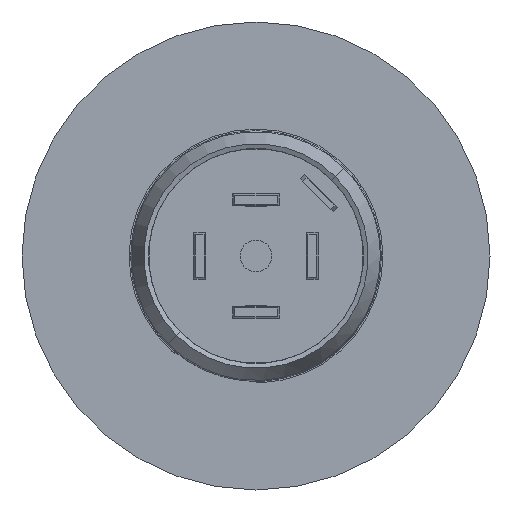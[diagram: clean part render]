
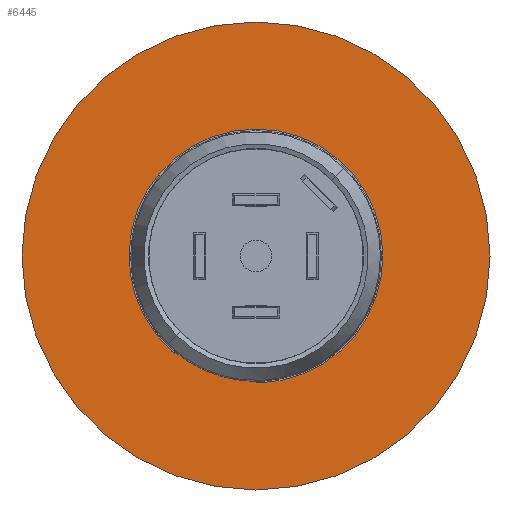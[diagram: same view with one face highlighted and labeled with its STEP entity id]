
A CAD part, front view. The second image highlights one B-rep face of the part: STEP entity #6445.
In plain terms, the highlighted planar face has unit normal (0, -1, 0).
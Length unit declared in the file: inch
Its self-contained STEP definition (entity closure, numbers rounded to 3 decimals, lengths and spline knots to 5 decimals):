
#1663=CARTESIAN_POINT('',(0.,-0.3455,0.));
#1664=DIRECTION('',(0.,1.,0.));
#1665=DIRECTION('',(-1.,0.,0.));
#1666=AXIS2_PLACEMENT_3D('',#1663,#1664,#1665);
#1668=CARTESIAN_POINT('',(0.,-0.3455,0.));
#1669=DIRECTION('',(0.,-1.,0.));
#1670=DIRECTION('',(-1.,0.,0.));
#1671=AXIS2_PLACEMENT_3D('',#1668,#1669,#1670);
#1673=CARTESIAN_POINT('',(0.,-0.3455,0.));
#1674=DIRECTION('',(0.,1.,0.));
#1675=DIRECTION('',(-0.665,0.,-0.746));
#1676=AXIS2_PLACEMENT_3D('',#1673,#1674,#1675);
#1678=DIRECTION('',(-0.574,0.,-0.819));
#1679=VECTOR('',#1678,0.00403);
#1680=CARTESIAN_POINT('',(-0.20998,-0.3455,-0.2348));
#1681=LINE('',#1680,#1679);
#1682=CARTESIAN_POINT('',(0.,-0.3455,0.));
#1683=DIRECTION('',(0.,-1.,0.));
#1684=DIRECTION('',(-0.667,0.,-0.745));
#1685=AXIS2_PLACEMENT_3D('',#1682,#1683,#1684);
#1687=DIRECTION('',(0.,0.,1.));
#1688=VECTOR('',#1687,0.004);
#1689=CARTESIAN_POINT('',(0.011,-0.3455,-0.31881));
#1690=LINE('',#1689,#1688);
#3675=CARTESIAN_POINT('',(-0.588,-0.3455,0.));
#3677=VERTEX_POINT('',#3675);
#3679=CARTESIAN_POINT('',(0.588,-0.3455,0.));
#3681=VERTEX_POINT('',#3679);
#4381=CARTESIAN_POINT('',(-0.21229,-0.3455,-0.2381));
#4382=CARTESIAN_POINT('',(0.011,-0.3455,-0.31881));
#4383=VERTEX_POINT('',#4381);
#4384=VERTEX_POINT('',#4382);
#4385=CARTESIAN_POINT('',(-0.20998,-0.3455,-0.2348));
#4386=VERTEX_POINT('',#4385);
#4387=CARTESIAN_POINT('',(0.011,-0.3455,-0.31481));
#4388=VERTEX_POINT('',#4387);
#6426=CARTESIAN_POINT('',(0.,-0.3455,0.));
#6427=DIRECTION('',(0.,-1.,0.));
#6428=DIRECTION('',(1.,0.,0.));
#6429=AXIS2_PLACEMENT_3D('',#6426,#6427,#6428);
#6430=PLANE('',#6429);
#6431=ORIENTED_EDGE('',*,*,#6412,.F.);
#6432=ORIENTED_EDGE('',*,*,#6394,.T.);
#6433=EDGE_LOOP('',(#6431,#6432));
#6434=FACE_OUTER_BOUND('',#6433,.F.);
#6436=ORIENTED_EDGE('',*,*,#6435,.F.);
#6438=ORIENTED_EDGE('',*,*,#6437,.F.);
#6440=ORIENTED_EDGE('',*,*,#6439,.T.);
#6442=ORIENTED_EDGE('',*,*,#6441,.F.);
#6443=EDGE_LOOP('',(#6436,#6438,#6440,#6442));
#6444=FACE_BOUND('',#6443,.F.);
#6445=ADVANCED_FACE('',(#6434,#6444),#6430,.T.);
#1667=CIRCLE('',#1666,0.588);
#1672=CIRCLE('',#1671,0.588);
#1677=CIRCLE('',#1676,0.319);
#1686=CIRCLE('',#1685,0.315);
#6394=EDGE_CURVE('',#3677,#3681,#1667,.T.);
#6412=EDGE_CURVE('',#3677,#3681,#1672,.T.);
#6435=EDGE_CURVE('',#4383,#4384,#1677,.T.);
#6437=EDGE_CURVE('',#4386,#4383,#1681,.T.);
#6439=EDGE_CURVE('',#4386,#4388,#1686,.T.);
#6441=EDGE_CURVE('',#4384,#4388,#1690,.T.);
